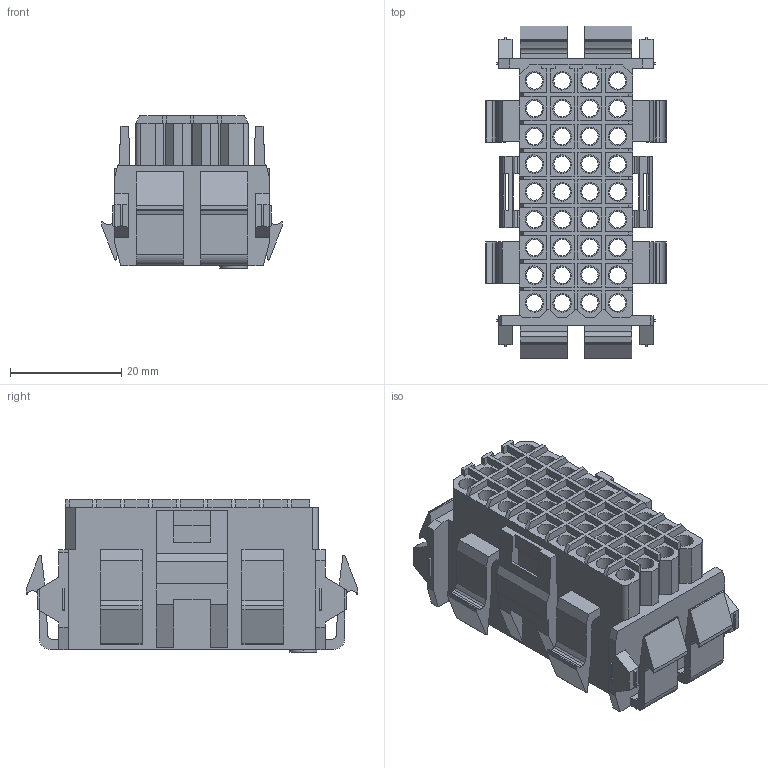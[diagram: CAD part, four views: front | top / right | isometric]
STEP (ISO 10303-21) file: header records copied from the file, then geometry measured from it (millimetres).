
FILE_DESCRIPTION(('CATIA V5 STEP Exchange','CAx-IF Rec.Pracs.--- Model Styling and Organization---1.2---2011-12-15'),'2;1');
FILE_NAME ('D1451811_0_1419000000_1419000000.stp','2018-09-21T15:36:15+00:00',('none'),('Weidmueller'),'CATIA Version 5-6 Release 2014','CATIA V5 STEP AP214','none');
FILE_SCHEMA(('AUTOMOTIVE_DESIGN { 1 0 10303 214 1 1 1 1 }'));
Length unit declared in the file: millimetre
Products named in the file (1): 1419000000
Bounding box: 32.6 x 59.8 x 27.5 mm (x, y, z)
Volume: 18669.1 mm3; surface area: 21034.1 mm2
Topology: 1 solids, 1 shells, 875 faces, 2206 edges, 1460 vertices
Faces by surface type: plane 511, cylinder 364
Entity records: 22941 total; most frequent: ORIENTED_EDGE 4412, CARTESIAN_POINT 3969, DIRECTION 2810, EDGE_CURVE 2206, VECTOR 1478, LINE 1478, VERTEX_POINT 1460, EDGE_LOOP 1082
